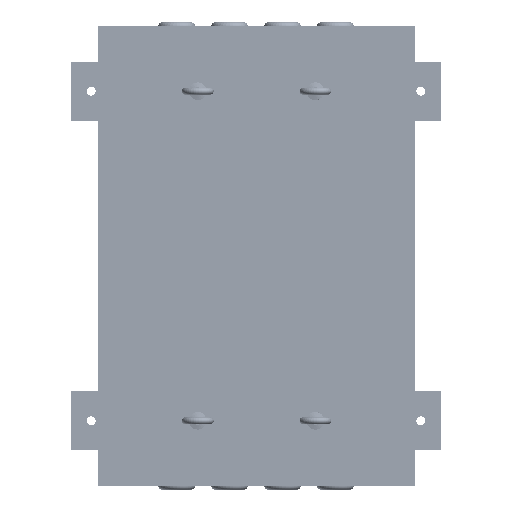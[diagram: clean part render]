
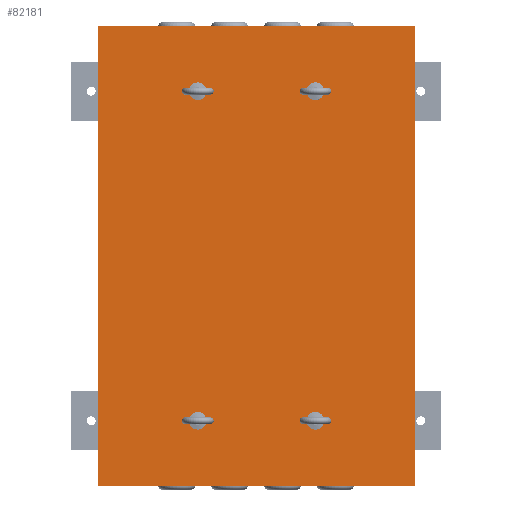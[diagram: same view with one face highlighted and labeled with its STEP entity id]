
A CAD part, front view. The second image highlights one B-rep face of the part: STEP entity #82181.
In plain terms, the highlighted planar face has unit normal (0, -1, 0).
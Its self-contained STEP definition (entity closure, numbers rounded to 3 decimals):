
#2848=FACE_BOUND('',#19324,.T.);
#2849=FACE_BOUND('',#19325,.T.);
#2850=FACE_BOUND('',#19326,.T.);
#2851=FACE_BOUND('',#19327,.T.);
#4964=PLANE('',#90704);
#12760=FACE_OUTER_BOUND('',#19323,.T.);
#19323=EDGE_LOOP('',(#75974,#75975,#75976,#75977));
#19324=EDGE_LOOP('',(#75978));
#19325=EDGE_LOOP('',(#75979));
#19326=EDGE_LOOP('',(#75980));
#19327=EDGE_LOOP('',(#75981));
#25136=LINE('',#141470,#30916);
#25140=LINE('',#141478,#30920);
#25143=LINE('',#141484,#30923);
#25146=LINE('',#141489,#30926);
#30916=VECTOR('',#113035,10.);
#30920=VECTOR('',#113041,10.);
#30923=VECTOR('',#113046,10.);
#30926=VECTOR('',#113051,10.);
#36084=CIRCLE('',#90683,7.5);
#36086=CIRCLE('',#90686,7.5);
#36088=CIRCLE('',#90689,7.5);
#36090=CIRCLE('',#90692,7.5);
#43140=VERTEX_POINT('',#141419);
#43142=VERTEX_POINT('',#141425);
#43144=VERTEX_POINT('',#141431);
#43146=VERTEX_POINT('',#141437);
#43156=VERTEX_POINT('',#141468);
#43157=VERTEX_POINT('',#141469);
#43160=VERTEX_POINT('',#141477);
#43162=VERTEX_POINT('',#141483);
#54095=EDGE_CURVE('',#43140,#43140,#36084,.T.);
#54098=EDGE_CURVE('',#43142,#43142,#36086,.T.);
#54101=EDGE_CURVE('',#43144,#43144,#36088,.T.);
#54104=EDGE_CURVE('',#43146,#43146,#36090,.T.);
#54119=EDGE_CURVE('',#43156,#43157,#25136,.T.);
#54123=EDGE_CURVE('',#43160,#43156,#25140,.T.);
#54126=EDGE_CURVE('',#43162,#43160,#25143,.T.);
#54129=EDGE_CURVE('',#43157,#43162,#25146,.T.);
#75974=ORIENTED_EDGE('',*,*,#54129,.F.);
#75975=ORIENTED_EDGE('',*,*,#54119,.F.);
#75976=ORIENTED_EDGE('',*,*,#54123,.F.);
#75977=ORIENTED_EDGE('',*,*,#54126,.F.);
#75978=ORIENTED_EDGE('',*,*,#54095,.T.);
#75979=ORIENTED_EDGE('',*,*,#54098,.T.);
#75980=ORIENTED_EDGE('',*,*,#54101,.T.);
#75981=ORIENTED_EDGE('',*,*,#54104,.T.);
#82181=ADVANCED_FACE('',(#12760,#2848,#2849,#2850,#2851),#4964,.F.);
#90683=AXIS2_PLACEMENT_3D('',#141420,#112985,#112986);
#90686=AXIS2_PLACEMENT_3D('',#141426,#112992,#112993);
#90689=AXIS2_PLACEMENT_3D('',#141432,#112999,#113000);
#90692=AXIS2_PLACEMENT_3D('',#141438,#113006,#113007);
#90704=AXIS2_PLACEMENT_3D('',#141492,#113055,#113056);
#112985=DIRECTION('center_axis',(0.,1.,0.));
#112986=DIRECTION('ref_axis',(-1.,0.,0.));
#112992=DIRECTION('center_axis',(0.,1.,0.));
#112993=DIRECTION('ref_axis',(-1.,0.,0.));
#112999=DIRECTION('center_axis',(0.,1.,0.));
#113000=DIRECTION('ref_axis',(-1.,0.,0.));
#113006=DIRECTION('center_axis',(0.,1.,0.));
#113007=DIRECTION('ref_axis',(-1.,0.,0.));
#113035=DIRECTION('',(-1.,0.,0.));
#113041=DIRECTION('',(0.,0.,-1.));
#113046=DIRECTION('',(1.,0.,0.));
#113051=DIRECTION('',(0.,0.,1.));
#113055=DIRECTION('center_axis',(0.,1.,0.));
#113056=DIRECTION('ref_axis',(0.,0.,1.));
#141419=CARTESIAN_POINT('',(-362.5,0.,670.));
#141420=CARTESIAN_POINT('Origin',(-370.,0.,670.));
#141425=CARTESIAN_POINT('',(-362.5,0.,110.));
#141426=CARTESIAN_POINT('Origin',(-370.,0.,110.));
#141431=CARTESIAN_POINT('',(-162.5,0.,110.));
#141432=CARTESIAN_POINT('Origin',(-170.,0.,110.));
#141437=CARTESIAN_POINT('',(-162.5,0.,670.));
#141438=CARTESIAN_POINT('Origin',(-170.,0.,670.));
#141468=CARTESIAN_POINT('',(0.,0.,0.));
#141469=CARTESIAN_POINT('',(-540.,0.,0.));
#141470=CARTESIAN_POINT('',(0.,0.,0.));
#141477=CARTESIAN_POINT('',(0.,0.,780.));
#141478=CARTESIAN_POINT('',(0.,0.,780.));
#141483=CARTESIAN_POINT('',(-540.,0.,780.));
#141484=CARTESIAN_POINT('',(-540.,0.,780.));
#141489=CARTESIAN_POINT('',(-540.,0.,0.));
#141492=CARTESIAN_POINT('Origin',(-270.,0.,390.));
